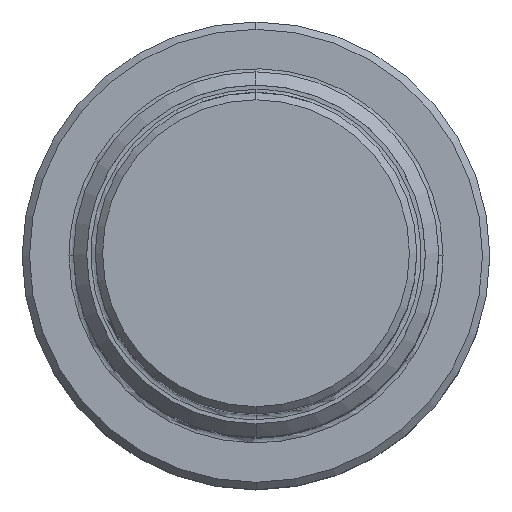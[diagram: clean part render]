
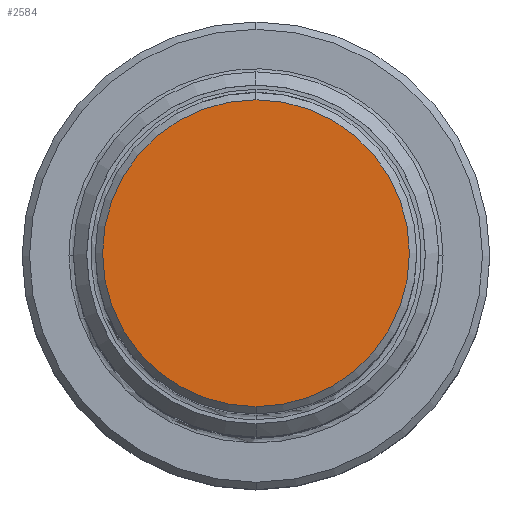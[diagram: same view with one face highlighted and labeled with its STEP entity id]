
A CAD part, top view. The second image highlights one B-rep face of the part: STEP entity #2584.
In plain terms, the highlighted planar face has unit normal (0, 0, 1).
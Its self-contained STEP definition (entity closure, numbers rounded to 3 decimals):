
#2487=AXIS2_PLACEMENT_3D('Circle Axis2P3D',#2485,#2486,$) ;
#2536=AXIS2_PLACEMENT_3D('Circle Axis2P3D',#2534,#2535,$) ;
#2578=AXIS2_PLACEMENT_3D('Plane Axis2P3D',#2575,#2576,#2577) ;
#2482=CARTESIAN_POINT('Vertex',(0.,-10.5,125.)) ;
#2485=CARTESIAN_POINT('Axis2P3D Location',(0.,0.,125.)) ;
#2489=CARTESIAN_POINT('Vertex',(0.,10.5,125.)) ;
#2534=CARTESIAN_POINT('Axis2P3D Location',(0.,0.,125.)) ;
#2575=CARTESIAN_POINT('Axis2P3D Location',(0.,0.,125.)) ;
#2486=DIRECTION('Axis2P3D Direction',(0.,0.,-1.)) ;
#2535=DIRECTION('Axis2P3D Direction',(0.,0.,-1.)) ;
#2576=DIRECTION('Axis2P3D Direction',(0.,0.,-1.)) ;
#2577=DIRECTION('Axis2P3D XDirection',(0.,-1.,0.)) ;
#2581=ORIENTED_EDGE('',*,*,#2538,.F.) ;
#2582=ORIENTED_EDGE('',*,*,#2491,.T.) ;
#2584=ADVANCED_FACE('MANIFOLD_SOLID_BREP #3553',(#2583),#2579,.F.) ;
#2488=CIRCLE('generated circle',#2487,10.5) ;
#2537=CIRCLE('generated circle',#2536,10.5) ;
#2491=EDGE_CURVE('',#2490,#2483,#2488,.F.) ;
#2538=EDGE_CURVE('',#2490,#2483,#2537,.T.) ;
#2580=EDGE_LOOP('',(#2581,#2582)) ;
#2583=FACE_OUTER_BOUND('',#2580,.T.) ;
#2579=PLANE('',#2578) ;
#2483=VERTEX_POINT('',#2482) ;
#2490=VERTEX_POINT('',#2489) ;
